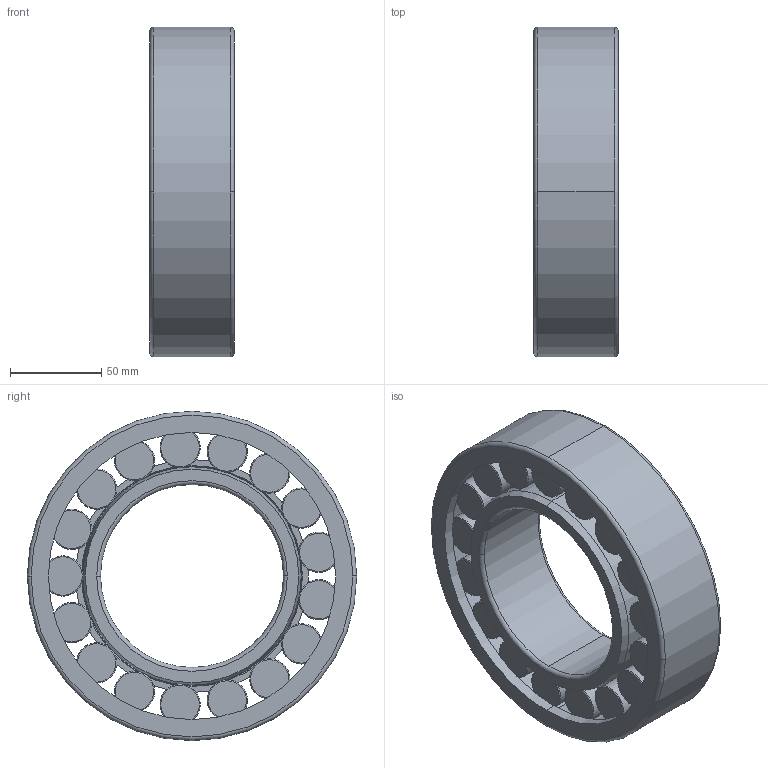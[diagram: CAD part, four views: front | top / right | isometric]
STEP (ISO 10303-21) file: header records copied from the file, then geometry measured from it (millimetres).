
FILE_DESCRIPTION(('STEP AP214'),'1');
FILE_NAME('nj2220-e-xl-tvp2.stp','2025-09-02T05:44:09',('TraceParts'),('TraceParts S.A.'),'Spatial InterOp 3D',' ',' ');
FILE_SCHEMA(('AUTOMOTIVE_DESIGN { 1 0 10303 214 1 1 1 1 }'));
Length unit declared in the file: millimetre
Products named in the file (1): inafag_nj2220-e-xl-tvp2_5g9z69pt5b92aqbcijzuqx1le_1
Bounding box: 46 x 180 x 180 mm (x, y, z)
Volume: 604695 mm3; surface area: 158509.5 mm2
Topology: 19 solids, 19 shells, 191 faces, 450 edges, 300 vertices
Faces by surface type: torus 88, cylinder 48, plane 41, cone 14
Entity records: 7377 total; most frequent: DIRECTION 1258, CARTESIAN_POINT 960, ORIENTED_EDGE 900, AXIS2_PLACEMENT_3D 598, EDGE_CURVE 450, CIRCLE 388, VERTEX_POINT 300, EDGE_LOOP 198
